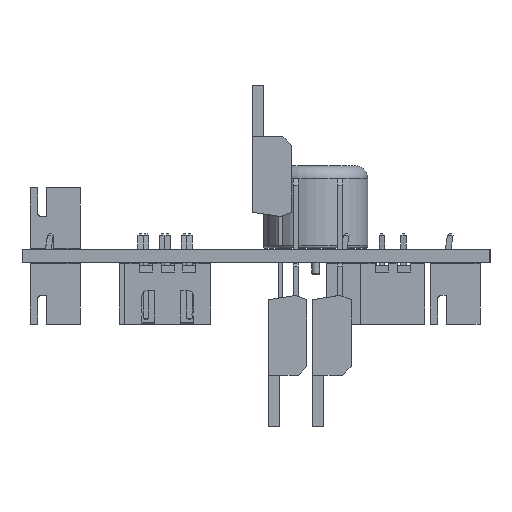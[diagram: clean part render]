
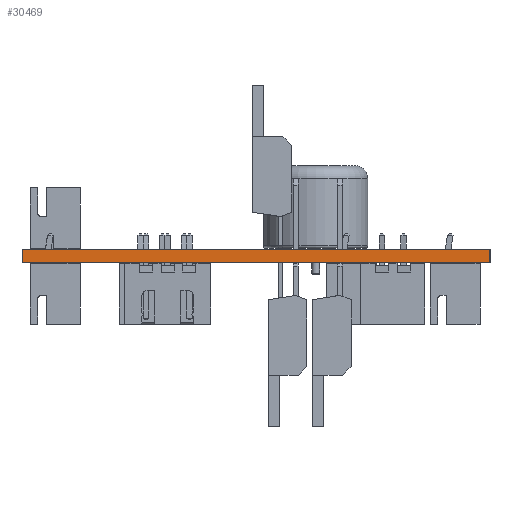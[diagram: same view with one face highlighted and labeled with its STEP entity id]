
A CAD part, left-side view. The second image highlights one B-rep face of the part: STEP entity #30469.
In plain terms, the highlighted planar face has unit normal (-1, 0, 0).
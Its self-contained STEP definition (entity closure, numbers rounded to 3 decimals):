
#30288 = PLANE('',#30289);
#30289 = AXIS2_PLACEMENT_3D('',#30290,#30291,#30292);
#30290 = CARTESIAN_POINT('',(224.79,-135.128,0.));
#30291 = DIRECTION('',(0.,-1.,0.));
#30292 = DIRECTION('',(-1.,0.,0.));
#30313 = VERTEX_POINT('',#30314);
#30314 = CARTESIAN_POINT('',(155.956,-135.128,1.6));
#30328 = PLANE('',#30329);
#30329 = AXIS2_PLACEMENT_3D('',#30330,#30331,#30332);
#30330 = CARTESIAN_POINT('',(190.373,-108.204,1.6));
#30331 = DIRECTION('',(-0.,-0.,-1.));
#30332 = DIRECTION('',(-1.,0.,0.));
#30340 = EDGE_CURVE('',#30341,#30313,#30343,.T.);
#30341 = VERTEX_POINT('',#30342);
#30342 = CARTESIAN_POINT('',(155.956,-135.128,0.));
#30343 = SURFACE_CURVE('',#30344,(#30348,#30355),.PCURVE_S1.);
#30344 = LINE('',#30345,#30346);
#30345 = CARTESIAN_POINT('',(155.956,-135.128,0.));
#30346 = VECTOR('',#30347,1.);
#30347 = DIRECTION('',(0.,0.,1.));
#30348 = PCURVE('',#30288,#30349);
#30349 = DEFINITIONAL_REPRESENTATION('',(#30350),#30354);
#30350 = LINE('',#30351,#30352);
#30351 = CARTESIAN_POINT('',(68.834,0.));
#30352 = VECTOR('',#30353,1.);
#30353 = DIRECTION('',(0.,-1.));
#30354 = ( GEOMETRIC_REPRESENTATION_CONTEXT(2) 
PARAMETRIC_REPRESENTATION_CONTEXT() REPRESENTATION_CONTEXT('2D SPACE',''
  ) );
#30355 = PCURVE('',#30356,#30361);
#30356 = PLANE('',#30357);
#30357 = AXIS2_PLACEMENT_3D('',#30358,#30359,#30360);
#30358 = CARTESIAN_POINT('',(155.956,-135.128,0.));
#30359 = DIRECTION('',(-1.,0.,0.));
#30360 = DIRECTION('',(0.,1.,0.));
#30361 = DEFINITIONAL_REPRESENTATION('',(#30362),#30366);
#30362 = LINE('',#30363,#30364);
#30363 = CARTESIAN_POINT('',(0.,0.));
#30364 = VECTOR('',#30365,1.);
#30365 = DIRECTION('',(0.,-1.));
#30366 = ( GEOMETRIC_REPRESENTATION_CONTEXT(2) 
PARAMETRIC_REPRESENTATION_CONTEXT() REPRESENTATION_CONTEXT('2D SPACE',''
  ) );
#30382 = PLANE('',#30383);
#30383 = AXIS2_PLACEMENT_3D('',#30384,#30385,#30386);
#30384 = CARTESIAN_POINT('',(190.373,-108.204,0.));
#30385 = DIRECTION('',(-0.,-0.,-1.));
#30386 = DIRECTION('',(-1.,0.,0.));
#30415 = PLANE('',#30416);
#30416 = AXIS2_PLACEMENT_3D('',#30417,#30418,#30419);
#30417 = CARTESIAN_POINT('',(155.956,-81.28,0.));
#30418 = DIRECTION('',(0.,1.,0.));
#30419 = DIRECTION('',(1.,0.,0.));
#30469 = ADVANCED_FACE('',(#30470),#30356,.T.);
#30470 = FACE_BOUND('',#30471,.T.);
#30471 = EDGE_LOOP('',(#30472,#30473,#30496,#30519));
#30472 = ORIENTED_EDGE('',*,*,#30340,.T.);
#30473 = ORIENTED_EDGE('',*,*,#30474,.T.);
#30474 = EDGE_CURVE('',#30313,#30475,#30477,.T.);
#30475 = VERTEX_POINT('',#30476);
#30476 = CARTESIAN_POINT('',(155.956,-81.28,1.6));
#30477 = SURFACE_CURVE('',#30478,(#30482,#30489),.PCURVE_S1.);
#30478 = LINE('',#30479,#30480);
#30479 = CARTESIAN_POINT('',(155.956,-135.128,1.6));
#30480 = VECTOR('',#30481,1.);
#30481 = DIRECTION('',(0.,1.,0.));
#30482 = PCURVE('',#30356,#30483);
#30483 = DEFINITIONAL_REPRESENTATION('',(#30484),#30488);
#30484 = LINE('',#30485,#30486);
#30485 = CARTESIAN_POINT('',(0.,-1.6));
#30486 = VECTOR('',#30487,1.);
#30487 = DIRECTION('',(1.,0.));
#30488 = ( GEOMETRIC_REPRESENTATION_CONTEXT(2) 
PARAMETRIC_REPRESENTATION_CONTEXT() REPRESENTATION_CONTEXT('2D SPACE',''
  ) );
#30489 = PCURVE('',#30328,#30490);
#30490 = DEFINITIONAL_REPRESENTATION('',(#30491),#30495);
#30491 = LINE('',#30492,#30493);
#30492 = CARTESIAN_POINT('',(34.417,-26.924));
#30493 = VECTOR('',#30494,1.);
#30494 = DIRECTION('',(0.,1.));
#30495 = ( GEOMETRIC_REPRESENTATION_CONTEXT(2) 
PARAMETRIC_REPRESENTATION_CONTEXT() REPRESENTATION_CONTEXT('2D SPACE',''
  ) );
#30496 = ORIENTED_EDGE('',*,*,#30497,.F.);
#30497 = EDGE_CURVE('',#30498,#30475,#30500,.T.);
#30498 = VERTEX_POINT('',#30499);
#30499 = CARTESIAN_POINT('',(155.956,-81.28,0.));
#30500 = SURFACE_CURVE('',#30501,(#30505,#30512),.PCURVE_S1.);
#30501 = LINE('',#30502,#30503);
#30502 = CARTESIAN_POINT('',(155.956,-81.28,0.));
#30503 = VECTOR('',#30504,1.);
#30504 = DIRECTION('',(0.,0.,1.));
#30505 = PCURVE('',#30356,#30506);
#30506 = DEFINITIONAL_REPRESENTATION('',(#30507),#30511);
#30507 = LINE('',#30508,#30509);
#30508 = CARTESIAN_POINT('',(53.848,0.));
#30509 = VECTOR('',#30510,1.);
#30510 = DIRECTION('',(0.,-1.));
#30511 = ( GEOMETRIC_REPRESENTATION_CONTEXT(2) 
PARAMETRIC_REPRESENTATION_CONTEXT() REPRESENTATION_CONTEXT('2D SPACE',''
  ) );
#30512 = PCURVE('',#30415,#30513);
#30513 = DEFINITIONAL_REPRESENTATION('',(#30514),#30518);
#30514 = LINE('',#30515,#30516);
#30515 = CARTESIAN_POINT('',(0.,0.));
#30516 = VECTOR('',#30517,1.);
#30517 = DIRECTION('',(0.,-1.));
#30518 = ( GEOMETRIC_REPRESENTATION_CONTEXT(2) 
PARAMETRIC_REPRESENTATION_CONTEXT() REPRESENTATION_CONTEXT('2D SPACE',''
  ) );
#30519 = ORIENTED_EDGE('',*,*,#30520,.F.);
#30520 = EDGE_CURVE('',#30341,#30498,#30521,.T.);
#30521 = SURFACE_CURVE('',#30522,(#30526,#30533),.PCURVE_S1.);
#30522 = LINE('',#30523,#30524);
#30523 = CARTESIAN_POINT('',(155.956,-135.128,0.));
#30524 = VECTOR('',#30525,1.);
#30525 = DIRECTION('',(0.,1.,0.));
#30526 = PCURVE('',#30356,#30527);
#30527 = DEFINITIONAL_REPRESENTATION('',(#30528),#30532);
#30528 = LINE('',#30529,#30530);
#30529 = CARTESIAN_POINT('',(0.,0.));
#30530 = VECTOR('',#30531,1.);
#30531 = DIRECTION('',(1.,0.));
#30532 = ( GEOMETRIC_REPRESENTATION_CONTEXT(2) 
PARAMETRIC_REPRESENTATION_CONTEXT() REPRESENTATION_CONTEXT('2D SPACE',''
  ) );
#30533 = PCURVE('',#30382,#30534);
#30534 = DEFINITIONAL_REPRESENTATION('',(#30535),#30539);
#30535 = LINE('',#30536,#30537);
#30536 = CARTESIAN_POINT('',(34.417,-26.924));
#30537 = VECTOR('',#30538,1.);
#30538 = DIRECTION('',(0.,1.));
#30539 = ( GEOMETRIC_REPRESENTATION_CONTEXT(2) 
PARAMETRIC_REPRESENTATION_CONTEXT() REPRESENTATION_CONTEXT('2D SPACE',''
  ) );
